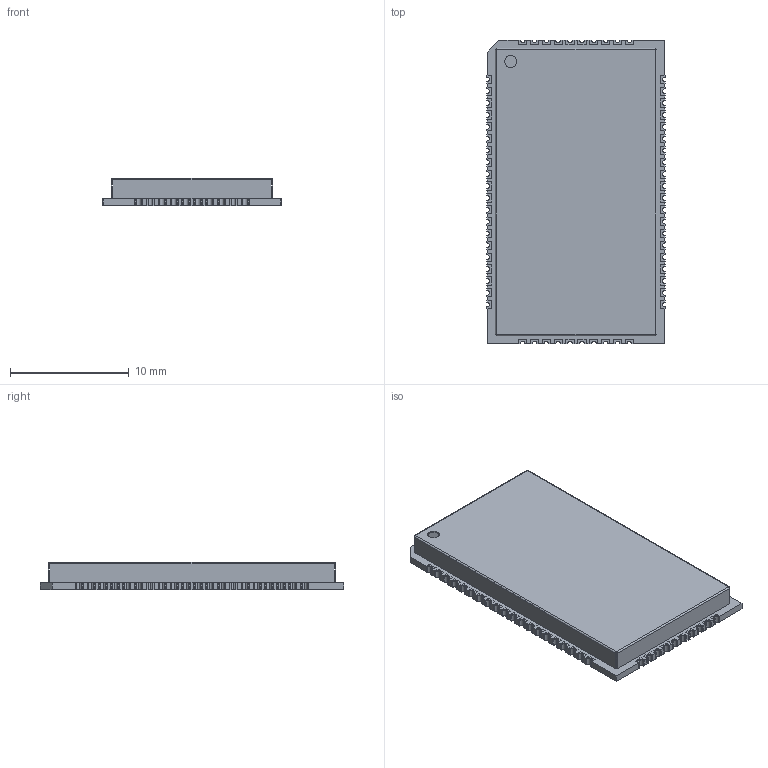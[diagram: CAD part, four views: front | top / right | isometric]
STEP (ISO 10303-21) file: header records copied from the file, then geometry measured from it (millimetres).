
FILE_DESCRIPTION(('FreeCAD Model'),'2;1');
FILE_NAME('Quectel MC90.step', '2020-04-29T09:42:58',('Author'),(''), 'Open CASCADE STEP processor 7.3','FreeCAD','Unknown');
FILE_SCHEMA(('AUTOMOTIVE_DESIGN { 1 0 10303 214 1 1 1 1 }'));
Length unit declared in the file: millimetre
Products named in the file (3): Fusion007; Cut001; Cut
Bounding box: 15.02 x 25.62 x 2.3 mm (x, y, z)
Volume: 281.6 mm3; surface area: 1917.9 mm2
Topology: 62 solids, 62 shells, 806 faces, 2014 edges, 1332 vertices
Faces by surface type: plane 577, cylinder 229
Full cylindrical faces by diameter (mm): 1 x1
Entity records: 50130 total; most frequent: CARTESIAN_POINT 8629, DIRECTION 7666, LINE 4678, VECTOR 4678, ORIENTED_EDGE 4028, PCURVE 4028, DEFINITIONAL_REPRESENTATION 4028, EDGE_CURVE 2014
